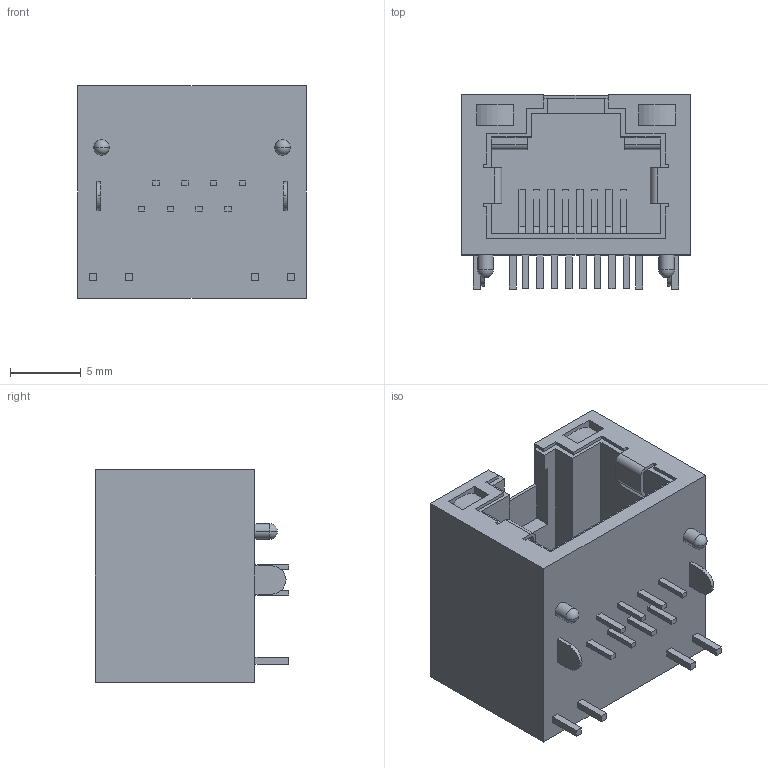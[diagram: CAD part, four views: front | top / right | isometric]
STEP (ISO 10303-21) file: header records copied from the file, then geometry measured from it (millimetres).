
FILE_DESCRIPTION(('FreeCAD Model'),'2;1');
FILE_NAME('Open CASCADE Shape Model','2025-01-17T17:02:54',('Author'),( ''),'Open CASCADE STEP processor 7.6','FreeCAD','Unknown');
FILE_SCHEMA(('AUTOMOTIVE_DESIGN { 1 0 10303 214 1 1 1 1 }'));
Length unit declared in the file: millimetre
Products named in the file (1): C-1-1734795-1
Bounding box: 16.18 x 13.7 x 15 mm (x, y, z)
Volume: 1803.2 mm3; surface area: 1812.7 mm2
Topology: 1 solids, 1 shells, 218 faces, 598 edges, 394 vertices
Faces by surface type: plane 178, cylinder 36, sphere 4
Entity records: 7663 total; most frequent: CARTESIAN_POINT 1207, ORIENTED_EDGE 1188, DIRECTION 1108, EDGE_CURVE 594, LINE 518, VECTOR 518, VERTEX_POINT 394, AXIS2_PLACEMENT_3D 295
